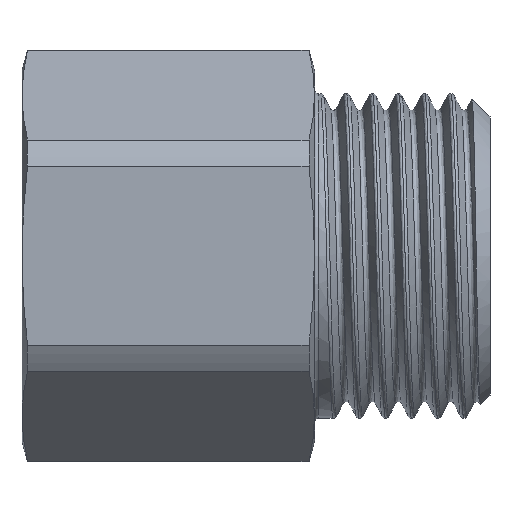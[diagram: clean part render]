
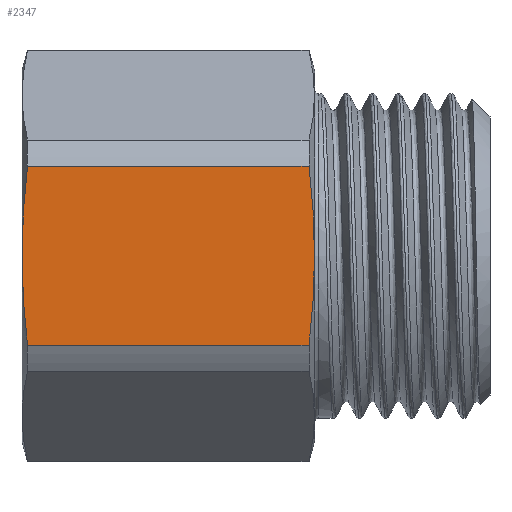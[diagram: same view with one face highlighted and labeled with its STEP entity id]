
A CAD part, top view. The second image highlights one B-rep face of the part: STEP entity #2347.
In plain terms, the highlighted planar face has unit normal (0, 0, 1).
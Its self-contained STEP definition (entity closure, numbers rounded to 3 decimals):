
#25 = CARTESIAN_POINT ( 'NONE',  ( 8., 0., 9.5 ) ) ;
#39 = CARTESIAN_POINT ( 'NONE',  ( 7.719, -4.588, 9.5 ) ) ;
#79 = CARTESIAN_POINT ( 'NONE',  ( 7.719, 4.588, 9.5 ) ) ;
#128 = CARTESIAN_POINT ( 'NONE',  ( 7.719, 4.588, 9.5 ) ) ;
#156 = CARTESIAN_POINT ( 'NONE',  ( 7.719, -4.588, 9.5 ) ) ;
#249 = B_SPLINE_CURVE_WITH_KNOTS ( 'NONE', 3,
 ( #39, #5824, #5381, #2240, #3768, #2673 ),
 .UNSPECIFIED., .F., .F.,
 ( 4, 2, 4 ),
 ( 0.01, 0.012, 0.015 ),
 .UNSPECIFIED. ) ;
#334 = ORIENTED_EDGE ( 'NONE', *, *, #3236, .T. ) ;
#505 = EDGE_CURVE ( 'NONE', #5986, #1292, #2307, .T. ) ;
#638 = VECTOR ( 'NONE', #4517, 1000. ) ;
#655 = CARTESIAN_POINT ( 'NONE',  ( 8., 0., 9.5 ) ) ;
#873 = CARTESIAN_POINT ( 'NONE',  ( -7., 0., 9.5 ) ) ;
#920 = CARTESIAN_POINT ( 'NONE',  ( -6.719, -4.588, 9.5 ) ) ;
#942 = CARTESIAN_POINT ( 'NONE',  ( -7., -0.763, 9.5 ) ) ;
#1071 = EDGE_CURVE ( 'NONE', #4995, #5986, #249, .T. ) ;
#1278 = CARTESIAN_POINT ( 'NONE',  ( -6.719, -4.588, 9.5 ) ) ;
#1292 = VERTEX_POINT ( 'NONE', #128 ) ;
#1328 = CARTESIAN_POINT ( 'NONE',  ( -6.719, 4.588, 9.5 ) ) ;
#1376 = LINE ( 'NONE', #4370, #638 ) ;
#1489 = CARTESIAN_POINT ( 'NONE',  ( -6.879, -3.057, 9.5 ) ) ;
#1490 = CARTESIAN_POINT ( 'NONE',  ( -6.719, 4.588, 9.5 ) ) ;
#1541 = VERTEX_POINT ( 'NONE', #1328 ) ;
#1704 = FACE_OUTER_BOUND ( 'NONE', #3769, .T. ) ;
#1956 = AXIS2_PLACEMENT_3D ( 'NONE', #3264, #4799, #3222 ) ;
#1982 = DIRECTION ( 'NONE',  ( -1., 0., 0. ) ) ;
#2240 = CARTESIAN_POINT ( 'NONE',  ( 7.975, -1.528, 9.5 ) ) ;
#2307 = B_SPLINE_CURVE_WITH_KNOTS ( 'NONE', 3,
 ( #655, #4310, #4335, #79 ),
 .UNSPECIFIED., .F., .F.,
 ( 4, 4 ),
 ( 0.015, 0.019 ),
 .UNSPECIFIED. ) ;
#2347 = ADVANCED_FACE ( 'NONE', ( #1704 ), #3765, .T. ) ;
#2673 = CARTESIAN_POINT ( 'NONE',  ( 8., 0., 9.5 ) ) ;
#2688 = LINE ( 'NONE', #5145, #5889 ) ;
#2769 = ORIENTED_EDGE ( 'NONE', *, *, #5285, .T. ) ;
#2839 = EDGE_CURVE ( 'NONE', #1541, #5176, #4942, .T. ) ;
#3039 = ORIENTED_EDGE ( 'NONE', *, *, #505, .T. ) ;
#3222 = DIRECTION ( 'NONE',  ( 0., -1., 0. ) ) ;
#3236 = EDGE_CURVE ( 'NONE', #1292, #1541, #2688, .T. ) ;
#3264 = CARTESIAN_POINT ( 'NONE',  ( -11., 5.485, 9.5 ) ) ;
#3498 = CARTESIAN_POINT ( 'NONE',  ( -6.808, -3.824, 9.5 ) ) ;
#3765 = PLANE ( 'NONE',  #1956 ) ;
#3768 = CARTESIAN_POINT ( 'NONE',  ( 8., -0.763, 9.5 ) ) ;
#3769 = EDGE_LOOP ( 'NONE', ( #5103, #3039, #334, #5491, #5832, #2769 ) ) ;
#4048 = CARTESIAN_POINT ( 'NONE',  ( -6.975, -1.528, 9.5 ) ) ;
#4299 = CARTESIAN_POINT ( 'NONE',  ( -7., 0., 9.5 ) ) ;
#4310 = CARTESIAN_POINT ( 'NONE',  ( 8., 1.532, 9.5 ) ) ;
#4335 = CARTESIAN_POINT ( 'NONE',  ( 7.897, 3.061, 9.5 ) ) ;
#4370 = CARTESIAN_POINT ( 'NONE',  ( -51.887, -4.588, 9.5 ) ) ;
#4517 = DIRECTION ( 'NONE',  ( 1., 0., 0. ) ) ;
#4799 = DIRECTION ( 'NONE',  ( 0., 0., 1. ) ) ;
#4942 = B_SPLINE_CURVE_WITH_KNOTS ( 'NONE', 3,
 ( #1490, #5160, #5693, #6221 ),
 .UNSPECIFIED., .F., .F.,
 ( 4, 4 ),
 ( 0.022, 0.026 ),
 .UNSPECIFIED. ) ;
#4995 = VERTEX_POINT ( 'NONE', #156 ) ;
#5103 = ORIENTED_EDGE ( 'NONE', *, *, #1071, .T. ) ;
#5145 = CARTESIAN_POINT ( 'NONE',  ( -51.887, 4.588, 9.5 ) ) ;
#5160 = CARTESIAN_POINT ( 'NONE',  ( -6.897, 3.061, 9.5 ) ) ;
#5176 = VERTEX_POINT ( 'NONE', #4299 ) ;
#5254 = VERTEX_POINT ( 'NONE', #1278 ) ;
#5285 = EDGE_CURVE ( 'NONE', #5254, #4995, #1376, .T. ) ;
#5381 = CARTESIAN_POINT ( 'NONE',  ( 7.879, -3.057, 9.5 ) ) ;
#5491 = ORIENTED_EDGE ( 'NONE', *, *, #2839, .T. ) ;
#5693 = CARTESIAN_POINT ( 'NONE',  ( -7., 1.532, 9.5 ) ) ;
#5824 = CARTESIAN_POINT ( 'NONE',  ( 7.808, -3.824, 9.5 ) ) ;
#5832 = ORIENTED_EDGE ( 'NONE', *, *, #5859, .T. ) ;
#5859 = EDGE_CURVE ( 'NONE', #5176, #5254, #5961, .T. ) ;
#5889 = VECTOR ( 'NONE', #1982, 1000. ) ;
#5961 = B_SPLINE_CURVE_WITH_KNOTS ( 'NONE', 3,
 ( #873, #942, #4048, #1489, #3498, #920 ),
 .UNSPECIFIED., .F., .F.,
 ( 4, 2, 4 ),
 ( 0.026, 0.029, 0.031 ),
 .UNSPECIFIED. ) ;
#5986 = VERTEX_POINT ( 'NONE', #25 ) ;
#6221 = CARTESIAN_POINT ( 'NONE',  ( -7., 0., 9.5 ) ) ;
